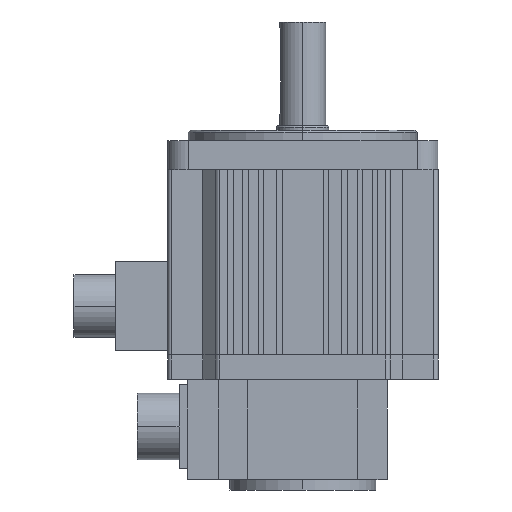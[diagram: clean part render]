
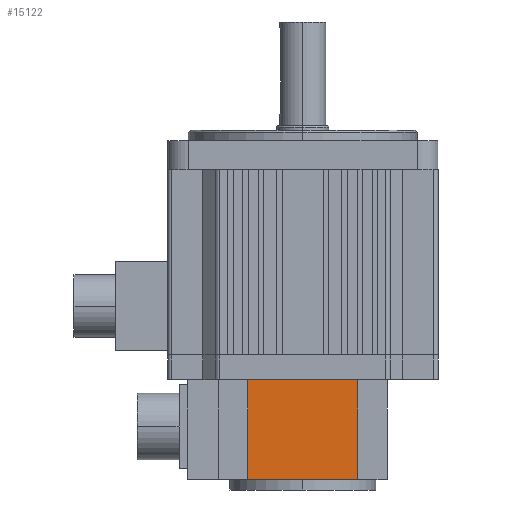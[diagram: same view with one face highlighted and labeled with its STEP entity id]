
A CAD part, left-side view. The second image highlights one B-rep face of the part: STEP entity #15122.
In plain terms, the highlighted face is planar.
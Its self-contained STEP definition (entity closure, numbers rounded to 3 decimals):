
#237 = CARTESIAN_POINT ( 'NONE',  ( 81., 67., -48. ) ) ;
#262 = CARTESIAN_POINT ( 'NONE',  ( 81., 67., -48. ) ) ;
#1138 = DIRECTION ( 'NONE',  ( 0., 0., 1. ) ) ;
#1276 = DIRECTION ( 'NONE',  ( 1., 0., 0. ) ) ;
#1299 = LINE ( 'NONE', #15251, #5907 ) ;
#1335 = CARTESIAN_POINT ( 'NONE',  ( 81., 14., -48. ) ) ;
#1389 = EDGE_LOOP ( 'NONE', ( #1656, #10396, #14563, #13102 ) ) ;
#1441 = VERTEX_POINT ( 'NONE', #12201 ) ;
#1465 = DIRECTION ( 'NONE',  ( 0., 1., 0. ) ) ;
#1536 = DIRECTION ( 'NONE',  ( 0., 0., 1. ) ) ;
#1656 = ORIENTED_EDGE ( 'NONE', *, *, #10852, .F. ) ;
#2335 = EDGE_CURVE ( 'NONE', #3345, #1441, #7633, .T. ) ;
#3345 = VERTEX_POINT ( 'NONE', #262 ) ;
#3709 = VERTEX_POINT ( 'NONE', #13674 ) ;
#3901 = LINE ( 'NONE', #10158, #12922 ) ;
#4248 = VERTEX_POINT ( 'NONE', #14133 ) ;
#4730 = AXIS2_PLACEMENT_3D ( 'NONE', #1335, #1276, #6630 ) ;
#4749 = EDGE_CURVE ( 'NONE', #3709, #4248, #8754, .T. ) ;
#5907 = VECTOR ( 'NONE', #9874, 1000. ) ;
#6630 = DIRECTION ( 'NONE',  ( 0., 0., -1. ) ) ;
#7218 = FACE_OUTER_BOUND ( 'NONE', #1389, .T. ) ;
#7506 = CARTESIAN_POINT ( 'NONE',  ( 81., 14., -48. ) ) ;
#7633 = LINE ( 'NONE', #237, #8216 ) ;
#8216 = VECTOR ( 'NONE', #1536, 1000. ) ;
#8754 = LINE ( 'NONE', #7506, #12588 ) ;
#9020 = PLANE ( 'NONE',  #4730 ) ;
#9874 = DIRECTION ( 'NONE',  ( 0., 1., 0. ) ) ;
#10158 = CARTESIAN_POINT ( 'NONE',  ( 81., 14., -48. ) ) ;
#10396 = ORIENTED_EDGE ( 'NONE', *, *, #4749, .F. ) ;
#10434 = EDGE_CURVE ( 'NONE', #3709, #3345, #3901, .T. ) ;
#10852 = EDGE_CURVE ( 'NONE', #4248, #1441, #1299, .T. ) ;
#12201 = CARTESIAN_POINT ( 'NONE',  ( 81., 67., 0. ) ) ;
#12588 = VECTOR ( 'NONE', #1138, 1000. ) ;
#12922 = VECTOR ( 'NONE', #1465, 1000. ) ;
#13102 = ORIENTED_EDGE ( 'NONE', *, *, #2335, .T. ) ;
#13674 = CARTESIAN_POINT ( 'NONE',  ( 81., 14., -48. ) ) ;
#14133 = CARTESIAN_POINT ( 'NONE',  ( 81., 14., 0. ) ) ;
#14563 = ORIENTED_EDGE ( 'NONE', *, *, #10434, .T. ) ;
#15122 = ADVANCED_FACE ( 'NONE', ( #7218 ), #9020, .T. ) ;
#15251 = CARTESIAN_POINT ( 'NONE',  ( 81., 14., 0. ) ) ;
